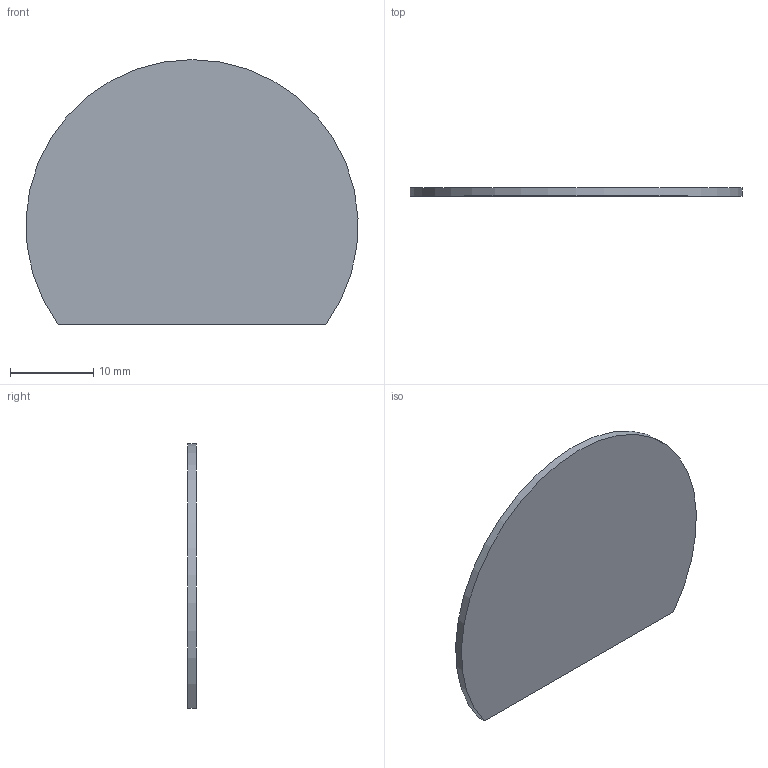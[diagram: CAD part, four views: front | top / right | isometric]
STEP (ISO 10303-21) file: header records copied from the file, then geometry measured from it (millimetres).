
FILE_DESCRIPTION (( 'STEP AP214' ), '1' );
FILE_NAME ('hub_pcb_esp32_20.STEP', '2018-09-28T10:01:13', ( '' ), ( '' ), 'SwSTEP 2.0', 'SolidWorks 2016', '' );
FILE_SCHEMA (( 'AUTOMOTIVE_DESIGN' ));
Length unit declared in the file: millimetre
Products named in the file (2): hub_pcb_esp32_20
Bounding box: 39.96 x 1 x 31.86 mm (x, y, z)
Volume: 1073.2 mm3; surface area: 2266.9 mm2
Topology: 1 solids, 1 shells, 4 faces, 6 edges, 4 vertices
Faces by surface type: plane 3, cylinder 1
Entity records: 141 total; most frequent: DIRECTION 20, CARTESIAN_POINT 16, ORIENTED_EDGE 12, AXIS2_PLACEMENT_3D 8, EDGE_CURVE 6, APPLICATION_PROTOCOL_DEFINITION 4, APPLICATION_CONTEXT 4, FACE_OUTER_BOUND 4
